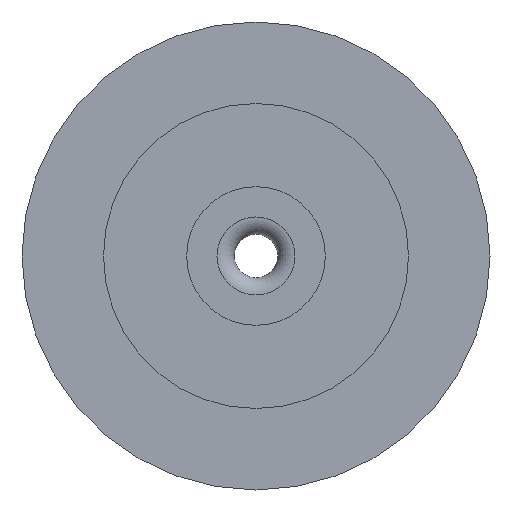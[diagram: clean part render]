
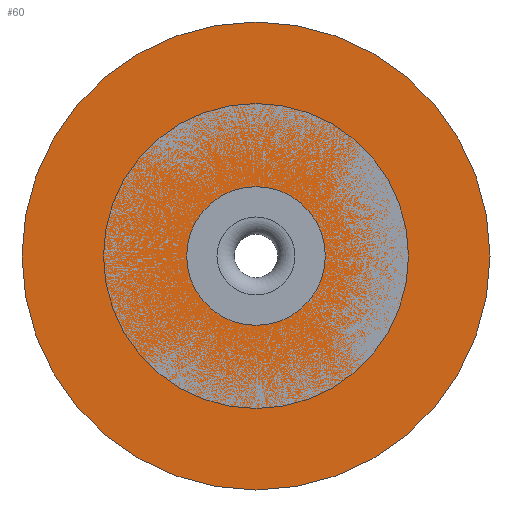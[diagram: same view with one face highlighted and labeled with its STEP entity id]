
A CAD part, left-side view. The second image highlights one B-rep face of the part: STEP entity #60.
In plain terms, the highlighted planar face has unit normal (-1, 0, 0).
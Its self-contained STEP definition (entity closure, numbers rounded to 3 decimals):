
#60=ADVANCED_FACE('',(#79,#80),#74,.F.);
#74=PLANE('',#208);
#79=FACE_BOUND('',#107,.T.);
#80=FACE_BOUND('',#108,.T.);
#107=EDGE_LOOP('',(#135));
#108=EDGE_LOOP('',(#136));
#135=ORIENTED_EDGE('',*,*,#177,.F.);
#136=ORIENTED_EDGE('',*,*,#178,.T.);
#163=VERTEX_POINT('',#294);
#164=VERTEX_POINT('',#296);
#177=EDGE_CURVE('',#163,#163,#191,.T.);
#178=EDGE_CURVE('',#164,#164,#192,.T.);
#191=CIRCLE('',#206,4.);
#192=CIRCLE('',#207,13.5);
#206=AXIS2_PLACEMENT_3D('',#293,#236,#237);
#207=AXIS2_PLACEMENT_3D('',#295,#238,#239);
#208=AXIS2_PLACEMENT_3D('',#297,#240,#241);
#236=DIRECTION('',(-1.,0.,0.));
#237=DIRECTION('',(0.,0.,1.));
#238=DIRECTION('',(-1.,0.,0.));
#239=DIRECTION('',(0.,0.,1.));
#240=DIRECTION('',(1.,0.,0.));
#241=DIRECTION('',(0.,0.,-1.));
#293=CARTESIAN_POINT('',(0.,0.,0.));
#294=CARTESIAN_POINT('',(0.,0.,4.));
#295=CARTESIAN_POINT('',(0.,0.,0.));
#296=CARTESIAN_POINT('',(0.,0.,13.5));
#297=CARTESIAN_POINT('',(0.,0.,13.5));
